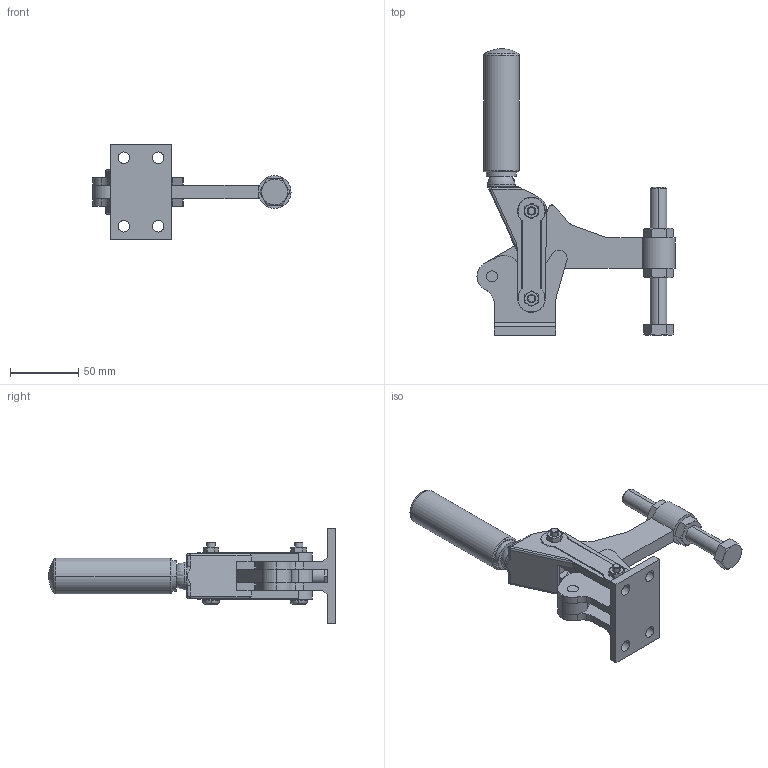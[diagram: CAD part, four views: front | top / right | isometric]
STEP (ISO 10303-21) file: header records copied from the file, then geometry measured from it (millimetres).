
FILE_DESCRIPTION((''),'2;1');
FILE_NAME('M19 SB-75.stp','2004-01-13T10:00:23',('Administrator'),(''),'Autodesk Inventor (R) 6.0','Autodesk Inventor (R) 6.0','');
FILE_SCHEMA(('AUTOMOTIVE_DESIGN { 1 0 10303 214 1 1 1 1 }'));
Length unit declared in the file: millimetre
Products named in the file (8): M19 SB-75; M19 SB-751; M19 SB-752; M19 SB-753; M19 SB-754; M19 SB-755; M19 SB-756; M19 SB-757
Assembly tree (7 placements, depth 2):
  M19 SB-75
    M19 SB-751
    M19 SB-752
    M19 SB-753
    M19 SB-754
    M19 SB-755
    M19 SB-756
    M19 SB-757
Bounding box: 144.6 x 209.19 x 70 mm (x, y, z)
Volume: 210234.4 mm3; surface area: 68358.7 mm2
Topology: 7 solids, 7 shells, 332 faces, 854 edges, 543 vertices
Faces by surface type: cylinder 132, plane 111, cone 40, bspline 23, torus 20, sphere 6
Entity records: 10940 total; most frequent: CARTESIAN_POINT 2681, DIRECTION 1773, ORIENTED_EDGE 1690, EDGE_CURVE 845, AXIS2_PLACEMENT_3D 709, VERTEX_POINT 541, EDGE_LOOP 378, CIRCLE 377
